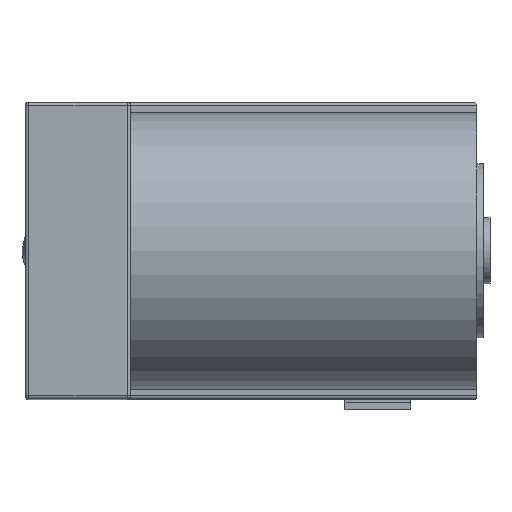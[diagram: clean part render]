
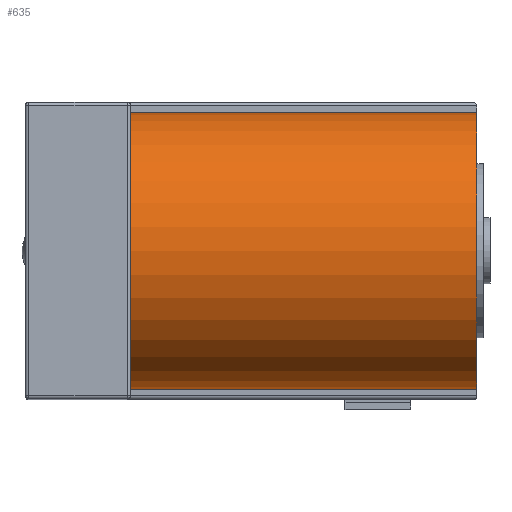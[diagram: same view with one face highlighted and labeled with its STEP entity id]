
A CAD part, top view. The second image highlights one B-rep face of the part: STEP entity #635.
In plain terms, the highlighted cylindrical face has radius 4.2 mm (diameter 8.4 mm), a partial arc.
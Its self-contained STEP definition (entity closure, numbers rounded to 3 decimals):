
#105 = VERTEX_POINT('',#106);
#106 = CARTESIAN_POINT('',(-10.5,0.,10.6));
#300 = EDGE_CURVE('',#105,#301,#303,.T.);
#301 = VERTEX_POINT('',#302);
#302 = CARTESIAN_POINT('',(-10.5,4.2,6.4));
#303 = CIRCLE('',#304,4.2);
#304 = AXIS2_PLACEMENT_3D('',#305,#306,#307);
#305 = CARTESIAN_POINT('',(-10.5,0.,6.4));
#306 = DIRECTION('',(-1.,0.,0.));
#307 = DIRECTION('',(0.,-1.,0.));
#341 = VERTEX_POINT('',#342);
#342 = CARTESIAN_POINT('',(-10.5,-4.2,6.4));
#348 = EDGE_CURVE('',#341,#105,#349,.T.);
#349 = CIRCLE('',#350,4.2);
#350 = AXIS2_PLACEMENT_3D('',#351,#352,#353);
#351 = CARTESIAN_POINT('',(-10.5,0.,6.4));
#352 = DIRECTION('',(-1.,0.,0.));
#353 = DIRECTION('',(0.,-1.,0.));
#609 = VERTEX_POINT('',#610);
#610 = CARTESIAN_POINT('',(0.,4.2,6.4));
#618 = EDGE_CURVE('',#609,#301,#619,.T.);
#619 = LINE('',#620,#621);
#620 = CARTESIAN_POINT('',(0.,4.2,6.4));
#621 = VECTOR('',#622,1.);
#622 = DIRECTION('',(-1.,0.,0.));
#635 = ADVANCED_FACE('',(#636),#656,.T.);
#636 = FACE_BOUND('',#637,.F.);
#637 = EDGE_LOOP('',(#638,#646,#647,#648,#649));
#638 = ORIENTED_EDGE('',*,*,#639,.T.);
#639 = EDGE_CURVE('',#640,#341,#642,.T.);
#640 = VERTEX_POINT('',#641);
#641 = CARTESIAN_POINT('',(0.,-4.2,6.4));
#642 = LINE('',#643,#644);
#643 = CARTESIAN_POINT('',(0.,-4.2,6.4));
#644 = VECTOR('',#645,1.);
#645 = DIRECTION('',(-1.,0.,0.));
#646 = ORIENTED_EDGE('',*,*,#348,.T.);
#647 = ORIENTED_EDGE('',*,*,#300,.T.);
#648 = ORIENTED_EDGE('',*,*,#618,.F.);
#649 = ORIENTED_EDGE('',*,*,#650,.F.);
#650 = EDGE_CURVE('',#640,#609,#651,.T.);
#651 = CIRCLE('',#652,4.2);
#652 = AXIS2_PLACEMENT_3D('',#653,#654,#655);
#653 = CARTESIAN_POINT('',(0.,0.,6.4));
#654 = DIRECTION('',(-1.,0.,0.));
#655 = DIRECTION('',(0.,-1.,0.));
#656 = CYLINDRICAL_SURFACE('',#657,4.2);
#657 = AXIS2_PLACEMENT_3D('',#658,#659,#660);
#658 = CARTESIAN_POINT('',(0.,0.,6.4));
#659 = DIRECTION('',(1.,0.,0.));
#660 = DIRECTION('',(0.,-1.,0.));
